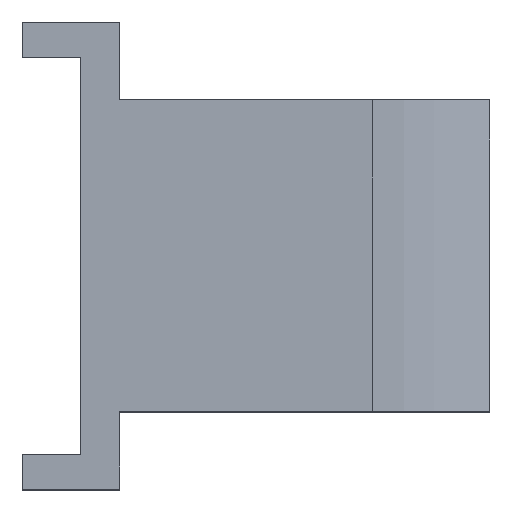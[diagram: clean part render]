
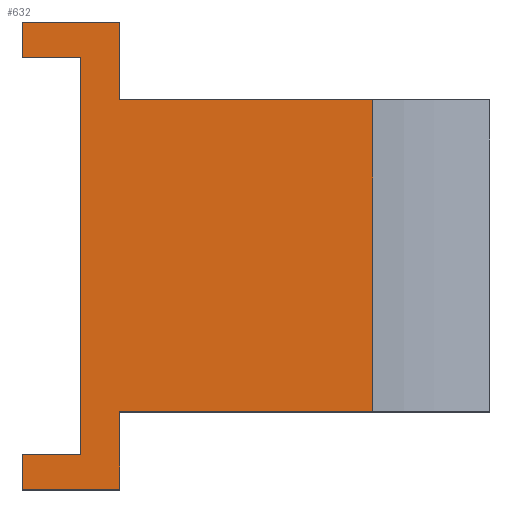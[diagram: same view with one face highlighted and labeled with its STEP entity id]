
A CAD part, top view. The second image highlights one B-rep face of the part: STEP entity #632.
In plain terms, the highlighted planar face has unit normal (0, 0, 1).
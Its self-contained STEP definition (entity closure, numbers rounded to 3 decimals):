
#24=PLANE('',#685);
#51=FACE_OUTER_BOUND('',#87,.T.);
#87=EDGE_LOOP('',(#481,#482,#483,#484,#485,#486,#487,#488,#489,#490,#491,
#492));
#153=LINE('',#1479,#210);
#157=LINE('',#1569,#214);
#160=LINE('',#1575,#217);
#163=LINE('',#1581,#220);
#164=LINE('',#1583,#221);
#165=LINE('',#1585,#222);
#166=LINE('',#1587,#223);
#167=LINE('',#1589,#224);
#168=LINE('',#1591,#225);
#169=LINE('',#1593,#226);
#170=LINE('',#1595,#227);
#171=LINE('',#1596,#228);
#210=VECTOR('',#756,10.);
#214=VECTOR('',#762,10.);
#217=VECTOR('',#767,10.);
#220=VECTOR('',#772,10.);
#221=VECTOR('',#773,10.);
#222=VECTOR('',#774,10.);
#223=VECTOR('',#775,10.);
#224=VECTOR('',#776,10.);
#225=VECTOR('',#777,10.);
#226=VECTOR('',#778,10.);
#227=VECTOR('',#779,10.);
#228=VECTOR('',#780,10.);
#283=VERTEX_POINT('',#1477);
#284=VERTEX_POINT('',#1478);
#287=VERTEX_POINT('',#1568);
#289=VERTEX_POINT('',#1574);
#291=VERTEX_POINT('',#1580);
#292=VERTEX_POINT('',#1582);
#293=VERTEX_POINT('',#1584);
#294=VERTEX_POINT('',#1586);
#295=VERTEX_POINT('',#1588);
#296=VERTEX_POINT('',#1590);
#297=VERTEX_POINT('',#1592);
#298=VERTEX_POINT('',#1594);
#355=EDGE_CURVE('',#283,#284,#153,.T.);
#360=EDGE_CURVE('',#284,#287,#157,.T.);
#363=EDGE_CURVE('',#289,#283,#160,.T.);
#366=EDGE_CURVE('',#291,#287,#163,.T.);
#367=EDGE_CURVE('',#292,#291,#164,.T.);
#368=EDGE_CURVE('',#293,#292,#165,.T.);
#369=EDGE_CURVE('',#293,#294,#166,.T.);
#370=EDGE_CURVE('',#294,#295,#167,.T.);
#371=EDGE_CURVE('',#296,#295,#168,.T.);
#372=EDGE_CURVE('',#297,#296,#169,.T.);
#373=EDGE_CURVE('',#298,#297,#170,.T.);
#374=EDGE_CURVE('',#289,#298,#171,.T.);
#481=ORIENTED_EDGE('',*,*,#363,.T.);
#482=ORIENTED_EDGE('',*,*,#355,.T.);
#483=ORIENTED_EDGE('',*,*,#360,.T.);
#484=ORIENTED_EDGE('',*,*,#366,.F.);
#485=ORIENTED_EDGE('',*,*,#367,.F.);
#486=ORIENTED_EDGE('',*,*,#368,.F.);
#487=ORIENTED_EDGE('',*,*,#369,.T.);
#488=ORIENTED_EDGE('',*,*,#370,.T.);
#489=ORIENTED_EDGE('',*,*,#371,.F.);
#490=ORIENTED_EDGE('',*,*,#372,.F.);
#491=ORIENTED_EDGE('',*,*,#373,.F.);
#492=ORIENTED_EDGE('',*,*,#374,.F.);
#632=ADVANCED_FACE('',(#51),#24,.T.);
#685=AXIS2_PLACEMENT_3D('',#1579,#770,#771);
#756=DIRECTION('',(0.,-1.,0.));
#762=DIRECTION('',(-1.,0.,0.));
#767=DIRECTION('',(1.,0.,0.));
#770=DIRECTION('center_axis',(0.,0.,1.));
#771=DIRECTION('ref_axis',(1.,0.,0.));
#772=DIRECTION('',(0.,1.,0.));
#773=DIRECTION('',(-1.,0.,0.));
#774=DIRECTION('',(0.,-1.,0.));
#775=DIRECTION('',(1.,0.,0.));
#776=DIRECTION('',(0.,1.,0.));
#777=DIRECTION('',(1.,0.,0.));
#778=DIRECTION('',(0.,-1.,0.));
#779=DIRECTION('',(1.,0.,0.));
#780=DIRECTION('',(0.,1.,0.));
#1477=CARTESIAN_POINT('',(-15.,18.2,11.));
#1478=CARTESIAN_POINT('',(-15.,-2.2,11.));
#1479=CARTESIAN_POINT('',(-15.,4.,11.));
#1568=CARTESIAN_POINT('',(-18.,-2.2,11.));
#1569=CARTESIAN_POINT('',(-18.,-2.2,11.));
#1574=CARTESIAN_POINT('',(-18.,18.2,11.));
#1575=CARTESIAN_POINT('',(-18.,18.2,11.));
#1579=CARTESIAN_POINT('Origin',(-18.,0.,11.));
#1580=CARTESIAN_POINT('',(-18.,-4.,11.));
#1581=CARTESIAN_POINT('',(-18.,0.,11.));
#1582=CARTESIAN_POINT('',(-13.,-4.,11.));
#1583=CARTESIAN_POINT('',(-18.,-4.,11.));
#1584=CARTESIAN_POINT('',(-13.,0.,11.));
#1585=CARTESIAN_POINT('',(-13.,0.,11.));
#1586=CARTESIAN_POINT('',(0.,0.,11.));
#1587=CARTESIAN_POINT('',(-18.,0.,11.));
#1588=CARTESIAN_POINT('',(0.,16.,11.));
#1589=CARTESIAN_POINT('',(0.,0.,11.));
#1590=CARTESIAN_POINT('',(-13.,16.,11.));
#1591=CARTESIAN_POINT('',(-18.,16.,11.));
#1592=CARTESIAN_POINT('',(-13.,20.,11.));
#1593=CARTESIAN_POINT('',(-13.,0.,11.));
#1594=CARTESIAN_POINT('',(-18.,20.,11.));
#1595=CARTESIAN_POINT('',(-18.,20.,11.));
#1596=CARTESIAN_POINT('',(-18.,0.,11.));
